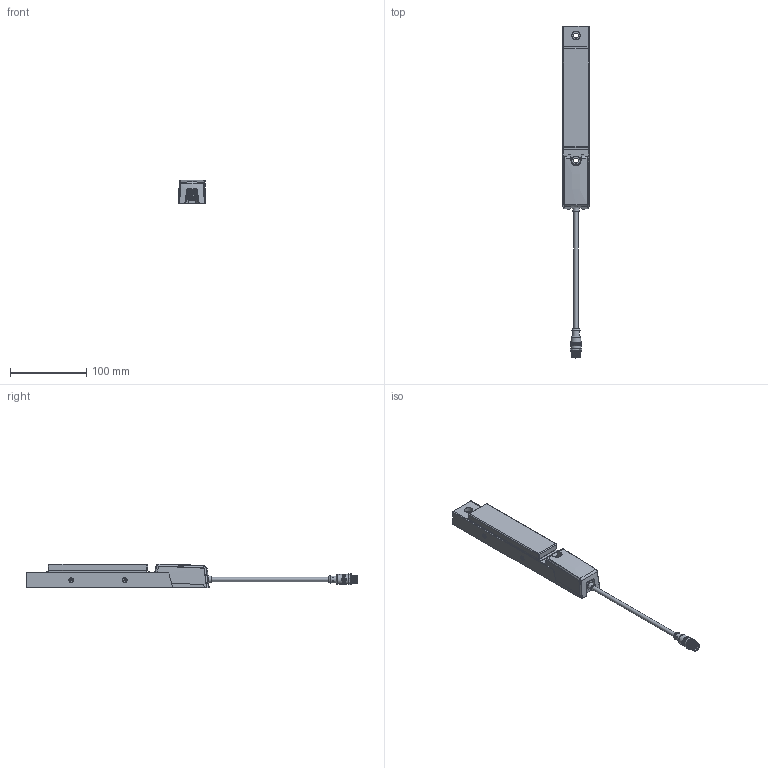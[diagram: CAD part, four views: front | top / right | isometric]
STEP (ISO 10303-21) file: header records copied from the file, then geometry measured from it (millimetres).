
FILE_DESCRIPTION (( 'STEP AP214' ), '1' );
FILE_NAME ('RL1-P8-S-B_REV2.STEP', '2023-08-16T09:37:06', ( '' ), ( '' ), 'SwSTEP 2.0', 'SolidWorks 2021', '' );
FILE_SCHEMA (( 'AUTOMOTIVE_DESIGN' ));
Length unit declared in the file: inch
Products named in the file (1): RL1-P8-S-B_REV2
Bounding box: 34.9 x 434.14 x 31.21 mm (x, y, z)
Volume: 237561.1 mm3; surface area: 39415.3 mm2
Topology: 1 solids, 1 shells, 1030 faces, 2936 edges, 1944 vertices
Faces by surface type: plane 622, bspline 232, cylinder 141, cone 16, torus 12, sphere 7
Full cylindrical faces by diameter (mm): 0.8 x8, 1 x2, 2.93 x1, 5.5 x7, 6 x1, 6.6 x2, 8.8 x1, 9.5 x1, 10 x1, 10.5 x1, 10.7 x1, 10.75 x1, 11 x2, 13 x2
Entity records: 48678 total; most frequent: CARTESIAN_POINT 24241, ORIENTED_EDGE 5680, DIRECTION 3973, EDGE_CURVE 2840, VERTEX_POINT 1905, LINE 1859, VECTOR 1859, EDGE_LOOP 1127
